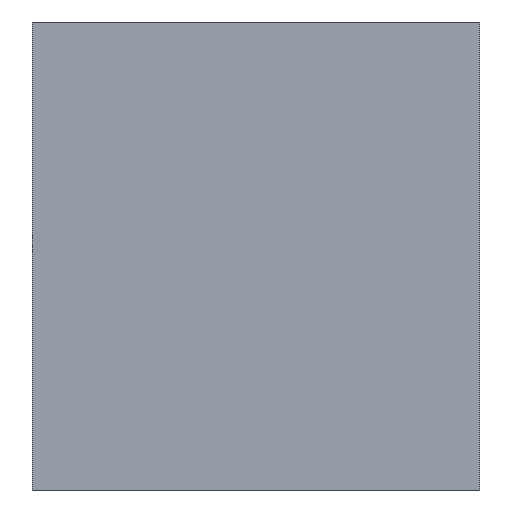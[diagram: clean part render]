
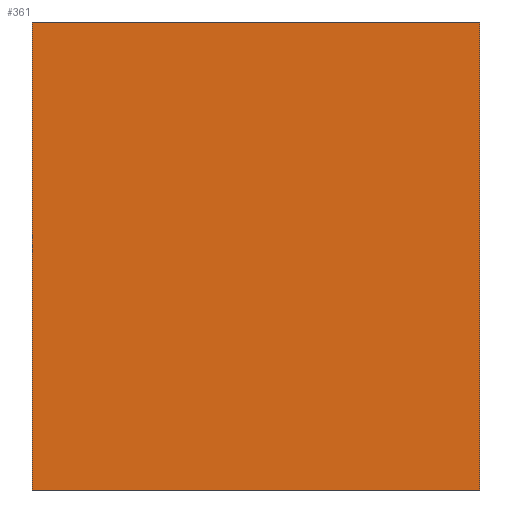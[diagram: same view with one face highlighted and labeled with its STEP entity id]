
A CAD part, front view. The second image highlights one B-rep face of the part: STEP entity #361.
In plain terms, the highlighted planar face has unit normal (0, -1, 0).
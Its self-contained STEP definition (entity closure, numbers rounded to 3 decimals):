
#23=FACE_OUTER_BOUND('',#47,.T.);
#47=EDGE_LOOP('',(#271,#272,#273,#274));
#79=LINE('',#529,#127);
#82=LINE('',#534,#130);
#84=LINE('',#538,#132);
#86=LINE('',#541,#134);
#127=VECTOR('',#422,10.);
#130=VECTOR('',#427,10.);
#132=VECTOR('',#431,10.);
#134=VECTOR('',#435,10.);
#175=VERTEX_POINT('',#527);
#176=VERTEX_POINT('',#528);
#177=VERTEX_POINT('',#533);
#178=VERTEX_POINT('',#537);
#207=EDGE_CURVE('',#175,#176,#79,.T.);
#210=EDGE_CURVE('',#177,#175,#82,.T.);
#212=EDGE_CURVE('',#178,#177,#84,.T.);
#214=EDGE_CURVE('',#178,#176,#86,.T.);
#271=ORIENTED_EDGE('',*,*,#212,.F.);
#272=ORIENTED_EDGE('',*,*,#214,.T.);
#273=ORIENTED_EDGE('',*,*,#207,.F.);
#274=ORIENTED_EDGE('',*,*,#210,.F.);
#340=PLANE('',#384);
#361=ADVANCED_FACE('',(#23),#340,.F.);
#384=AXIS2_PLACEMENT_3D('',#542,#436,#437);
#422=DIRECTION('',(0.,0.,1.));
#427=DIRECTION('',(-1.,0.,0.));
#431=DIRECTION('',(0.,0.,-1.));
#435=DIRECTION('',(-1.,0.,0.));
#436=DIRECTION('center_axis',(0.,1.,0.));
#437=DIRECTION('ref_axis',(1.,0.,0.));
#527=CARTESIAN_POINT('',(-151.,0.,-158.));
#528=CARTESIAN_POINT('',(-151.,0.,5.));
#529=CARTESIAN_POINT('',(-151.,0.,-153.));
#533=CARTESIAN_POINT('',(5.,0.,-158.));
#534=CARTESIAN_POINT('',(-146.,0.,-158.));
#537=CARTESIAN_POINT('',(5.,0.,5.));
#538=CARTESIAN_POINT('',(5.,0.,0.));
#541=CARTESIAN_POINT('',(-146.,0.,5.));
#542=CARTESIAN_POINT('Origin',(-73.,0.,-76.5));
